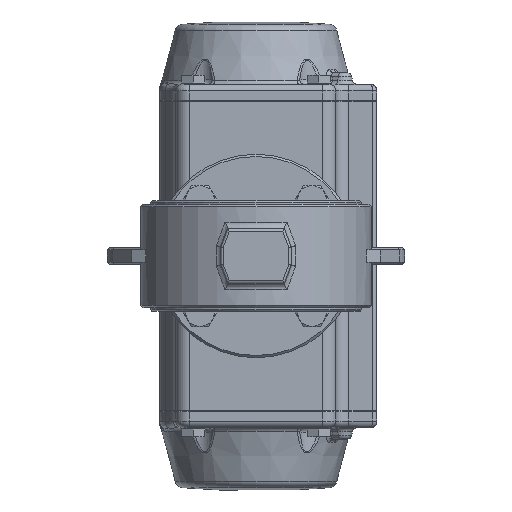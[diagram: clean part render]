
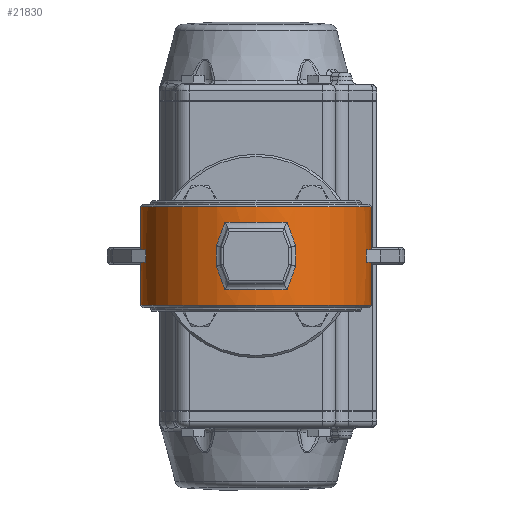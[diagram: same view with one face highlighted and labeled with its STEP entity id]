
A CAD part, front view. The second image highlights one B-rep face of the part: STEP entity #21830.
In plain terms, the highlighted cylindrical face has radius 51 mm (diameter 102 mm), a partial arc.
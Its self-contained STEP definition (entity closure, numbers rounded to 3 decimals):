
#347=ELLIPSE('',#26332,152.765,51.);
#349=ELLIPSE('',#26402,152.765,51.);
#351=ELLIPSE('',#26409,152.765,51.);
#353=ELLIPSE('',#26417,152.765,51.);
#993=LINE('',#41107,#2464);
#997=LINE('',#41116,#2468);
#1047=LINE('',#41713,#2518);
#1050=LINE('',#41769,#2521);
#1067=LINE('',#41983,#2538);
#1068=LINE('',#41984,#2539);
#1071=LINE('',#41989,#2542);
#1072=LINE('',#41990,#2543);
#2464=VECTOR('',#29567,1000.);
#2468=VECTOR('',#29573,1000.);
#2518=VECTOR('',#29773,1000.);
#2521=VECTOR('',#29782,1000.);
#2538=VECTOR('',#29849,1000.);
#2539=VECTOR('',#29850,1000.);
#2542=VECTOR('',#29857,1000.);
#2543=VECTOR('',#29858,1000.);
#4308=CYLINDRICAL_SURFACE('',#26435,51.);
#6854=ORIENTED_EDGE('',*,*,#12160,.F.);
#6855=ORIENTED_EDGE('',*,*,#12270,.T.);
#6856=ORIENTED_EDGE('',*,*,#12135,.T.);
#6857=ORIENTED_EDGE('',*,*,#12115,.T.);
#6858=ORIENTED_EDGE('',*,*,#12130,.F.);
#6859=ORIENTED_EDGE('',*,*,#12269,.T.);
#6860=ORIENTED_EDGE('',*,*,#12185,.T.);
#6861=ORIENTED_EDGE('',*,*,#12274,.F.);
#6862=ORIENTED_EDGE('',*,*,#12121,.F.);
#6863=ORIENTED_EDGE('',*,*,#12111,.F.);
#6864=ORIENTED_EDGE('',*,*,#12125,.T.);
#6865=ORIENTED_EDGE('',*,*,#12273,.F.);
#6866=ORIENTED_EDGE('',*,*,#12238,.F.);
#6867=ORIENTED_EDGE('',*,*,#12228,.F.);
#6868=ORIENTED_EDGE('',*,*,#12234,.T.);
#6869=ORIENTED_EDGE('',*,*,#12119,.F.);
#6870=ORIENTED_EDGE('',*,*,#12232,.T.);
#6871=ORIENTED_EDGE('',*,*,#12241,.F.);
#6872=ORIENTED_EDGE('',*,*,#12246,.T.);
#6873=ORIENTED_EDGE('',*,*,#12250,.F.);
#12111=EDGE_CURVE('',#15053,#15052,#993,.T.);
#12115=EDGE_CURVE('',#15054,#15057,#997,.T.);
#12119=EDGE_CURVE('',#15061,#15062,#347,.T.);
#12121=EDGE_CURVE('',#15052,#15063,#16766,.T.);
#12125=EDGE_CURVE('',#15053,#15065,#16767,.T.);
#12130=EDGE_CURVE('',#15069,#15057,#16768,.T.);
#12135=EDGE_CURVE('',#15071,#15054,#16769,.T.);
#12160=EDGE_CURVE('',#15093,#15094,#16780,.T.);
#12185=EDGE_CURVE('',#15114,#15113,#16790,.T.);
#12228=EDGE_CURVE('',#15137,#15138,#349,.T.);
#12232=EDGE_CURVE('',#15061,#15141,#1047,.T.);
#12234=EDGE_CURVE('',#15137,#15062,#16802,.T.);
#12238=EDGE_CURVE('',#15138,#15143,#1050,.T.);
#12241=EDGE_CURVE('',#15146,#15141,#351,.T.);
#12246=EDGE_CURVE('',#15146,#15150,#16805,.T.);
#12250=EDGE_CURVE('',#15143,#15150,#353,.T.);
#12269=EDGE_CURVE('',#15069,#15114,#1067,.T.);
#12270=EDGE_CURVE('',#15093,#15071,#1068,.T.);
#12273=EDGE_CURVE('',#15094,#15065,#1071,.T.);
#12274=EDGE_CURVE('',#15063,#15113,#1072,.T.);
#15052=VERTEX_POINT('',#41104);
#15053=VERTEX_POINT('',#41106);
#15054=VERTEX_POINT('',#41110);
#15057=VERTEX_POINT('',#41115);
#15061=VERTEX_POINT('',#41190);
#15062=VERTEX_POINT('',#41192);
#15063=VERTEX_POINT('',#41247);
#15065=VERTEX_POINT('',#41253);
#15069=VERTEX_POINT('',#41264);
#15071=VERTEX_POINT('',#41270);
#15093=VERTEX_POINT('',#41338);
#15094=VERTEX_POINT('',#41340);
#15113=VERTEX_POINT('',#41420);
#15114=VERTEX_POINT('',#41422);
#15137=VERTEX_POINT('',#41619);
#15138=VERTEX_POINT('',#41621);
#15141=VERTEX_POINT('',#41712);
#15143=VERTEX_POINT('',#41767);
#15146=VERTEX_POINT('',#41849);
#15150=VERTEX_POINT('',#41913);
#16766=CIRCLE('',#26334,51.);
#16767=CIRCLE('',#26336,51.);
#16768=CIRCLE('',#26339,51.);
#16769=CIRCLE('',#26341,51.);
#16780=CIRCLE('',#26359,51.);
#16790=CIRCLE('',#26376,51.);
#16802=CIRCLE('',#26406,51.);
#16805=CIRCLE('',#26413,51.);
#18123=EDGE_LOOP('',(#6854,#6855,#6856,#6857,#6858,#6859,#6860,#6861,#6862,
#6863,#6864,#6865));
#18124=EDGE_LOOP('',(#6866,#6867,#6868,#6869,#6870,#6871,#6872,#6873));
#19746=FACE_BOUND('',#18123,.T.);
#19747=FACE_BOUND('',#18124,.T.);
#21830=ADVANCED_FACE('',(#19746,#19747),#4308,.T.);
#26332=AXIS2_PLACEMENT_3D('',#41191,#29578,#29579);
#26334=AXIS2_PLACEMENT_3D('',#41246,#29582,#29583);
#26336=AXIS2_PLACEMENT_3D('',#41255,#29589,#29590);
#26339=AXIS2_PLACEMENT_3D('',#41265,#29599,#29600);
#26341=AXIS2_PLACEMENT_3D('',#41274,#29607,#29608);
#26359=AXIS2_PLACEMENT_3D('',#41339,#29654,#29655);
#26376=AXIS2_PLACEMENT_3D('',#41421,#29696,#29697);
#26402=AXIS2_PLACEMENT_3D('',#41620,#29767,#29768);
#26406=AXIS2_PLACEMENT_3D('',#41716,#29777,#29778);
#26409=AXIS2_PLACEMENT_3D('',#41850,#29785,#29786);
#26413=AXIS2_PLACEMENT_3D('',#41914,#29793,#29794);
#26417=AXIS2_PLACEMENT_3D('',#41947,#29801,#29802);
#26435=AXIS2_PLACEMENT_3D('',#41991,#29859,#29860);
#29567=DIRECTION('',(0.,0.,-1.));
#29573=DIRECTION('',(0.,0.,-1.));
#29578=DIRECTION('',(-0.943,0.,-0.334));
#29579=DIRECTION('',(0.334,0.,-0.943));
#29582=DIRECTION('',(0.,0.,1.));
#29583=DIRECTION('',(-1.,0.,0.));
#29589=DIRECTION('',(0.,0.,1.));
#29590=DIRECTION('',(-1.,0.,0.));
#29599=DIRECTION('',(0.,0.,1.));
#29600=DIRECTION('',(1.,0.,0.));
#29607=DIRECTION('',(0.,0.,1.));
#29608=DIRECTION('',(1.,0.,0.));
#29654=DIRECTION('',(0.,0.,1.));
#29655=DIRECTION('',(1.,0.,0.));
#29696=DIRECTION('',(0.,0.,1.));
#29697=DIRECTION('',(1.,0.,0.));
#29767=DIRECTION('',(0.943,0.,-0.334));
#29768=DIRECTION('',(-0.334,0.,-0.943));
#29773=DIRECTION('',(0.,0.,-1.));
#29777=DIRECTION('',(0.,0.,1.));
#29778=DIRECTION('',(1.,0.,0.));
#29782=DIRECTION('',(0.,0.,-1.));
#29785=DIRECTION('',(-0.943,0.,0.334));
#29786=DIRECTION('',(-0.334,0.,-0.943));
#29793=DIRECTION('',(0.,0.,-1.));
#29794=DIRECTION('',(-1.,0.,0.));
#29801=DIRECTION('',(0.943,0.,0.334));
#29802=DIRECTION('',(0.334,0.,-0.943));
#29849=DIRECTION('',(0.,0.,-1.));
#29850=DIRECTION('',(0.,0.,-1.));
#29857=DIRECTION('',(0.,0.,-1.));
#29858=DIRECTION('',(0.,0.,-1.));
#29859=DIRECTION('',(0.,0.,1.));
#29860=DIRECTION('',(-1.,0.,0.));
#41104=CARTESIAN_POINT('',(48.744,-15.,-2.75));
#41106=CARTESIAN_POINT('',(48.744,-15.,2.75));
#41107=CARTESIAN_POINT('',(48.744,-15.,2.75));
#41110=CARTESIAN_POINT('',(-48.744,-15.,2.75));
#41115=CARTESIAN_POINT('',(-48.744,-15.,-2.75));
#41116=CARTESIAN_POINT('',(-48.744,-15.,2.75));
#41190=CARTESIAN_POINT('',(17.472,-47.914,4.544));
#41191=CARTESIAN_POINT('',(0.,0.,53.877));
#41192=CARTESIAN_POINT('',(13.769,-49.106,15.));
#41246=CARTESIAN_POINT('',(0.,0.,-2.75));
#41247=CARTESIAN_POINT('',(51.,-0.1,-2.75));
#41253=CARTESIAN_POINT('',(51.,-0.1,2.75));
#41255=CARTESIAN_POINT('',(0.,0.,2.75));
#41264=CARTESIAN_POINT('',(-51.,-0.1,-2.75));
#41265=CARTESIAN_POINT('',(0.,0.,-2.75));
#41270=CARTESIAN_POINT('',(-51.,-0.1,2.75));
#41274=CARTESIAN_POINT('',(0.,0.,2.75));
#41338=CARTESIAN_POINT('',(-51.,-0.1,21.8));
#41339=CARTESIAN_POINT('',(0.,0.,21.8));
#41340=CARTESIAN_POINT('',(51.,-0.1,21.8));
#41420=CARTESIAN_POINT('',(51.,-0.1,-21.8));
#41421=CARTESIAN_POINT('',(0.,0.,-21.8));
#41422=CARTESIAN_POINT('',(-51.,-0.1,-21.8));
#41619=CARTESIAN_POINT('',(-13.769,-49.106,15.));
#41620=CARTESIAN_POINT('',(0.,0.,53.877));
#41621=CARTESIAN_POINT('',(-17.472,-47.914,4.544));
#41712=CARTESIAN_POINT('',(17.472,-47.914,-4.544));
#41713=CARTESIAN_POINT('',(17.472,-47.914,22.8));
#41716=CARTESIAN_POINT('',(0.,0.,15.));
#41767=CARTESIAN_POINT('',(-17.472,-47.914,-4.544));
#41769=CARTESIAN_POINT('',(-17.472,-47.914,22.8));
#41849=CARTESIAN_POINT('',(13.769,-49.106,-15.));
#41850=CARTESIAN_POINT('',(0.,0.,-53.877));
#41913=CARTESIAN_POINT('',(-13.769,-49.106,-15.));
#41914=CARTESIAN_POINT('',(0.,0.,-15.));
#41947=CARTESIAN_POINT('',(0.,0.,-53.877));
#41983=CARTESIAN_POINT('',(-51.,-0.1,22.8));
#41984=CARTESIAN_POINT('',(-51.,-0.1,22.8));
#41989=CARTESIAN_POINT('',(51.,-0.1,22.8));
#41990=CARTESIAN_POINT('',(51.,-0.1,22.8));
#41991=CARTESIAN_POINT('',(0.,0.,22.8));
